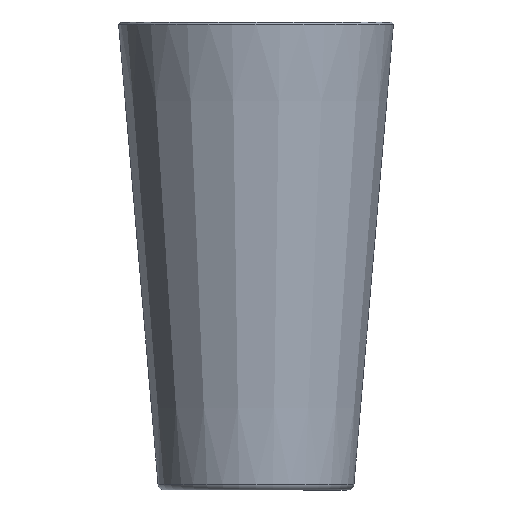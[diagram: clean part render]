
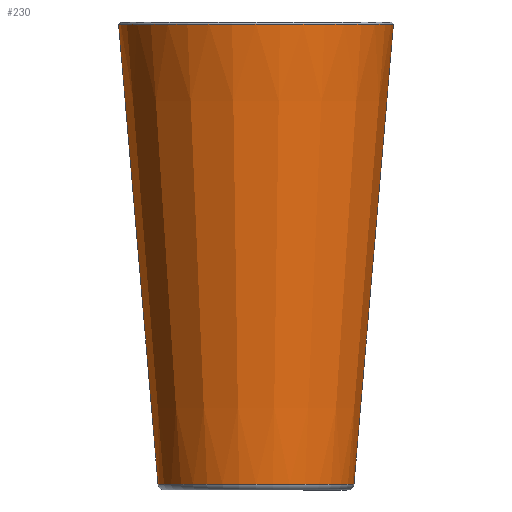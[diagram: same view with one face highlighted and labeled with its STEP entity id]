
A CAD part, left-side view. The second image highlights one B-rep face of the part: STEP entity #230.
In plain terms, the highlighted conical face has half-angle 4.9 degrees and reference radius 43.5 mm.
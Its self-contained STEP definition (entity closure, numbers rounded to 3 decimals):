
#30=FACE_OUTER_BOUND('',#43,.T.);
#43=EDGE_LOOP('',(#196,#197,#198,#199,#200,#201));
#57=LINE('',#439,#65);
#65=VECTOR('',#364,43.5);
#78=CIRCLE('',#266,43.436);
#79=CIRCLE('',#267,43.436);
#86=CIRCLE('',#276,30.969);
#87=CIRCLE('',#277,30.969);
#103=VERTEX_POINT('',#407);
#104=VERTEX_POINT('',#408);
#111=VERTEX_POINT('',#427);
#112=VERTEX_POINT('',#428);
#131=EDGE_CURVE('',#103,#104,#78,.T.);
#132=EDGE_CURVE('',#104,#103,#79,.T.);
#141=EDGE_CURVE('',#111,#112,#86,.T.);
#142=EDGE_CURVE('',#112,#111,#87,.T.);
#147=EDGE_CURVE('',#103,#112,#57,.T.);
#196=ORIENTED_EDGE('',*,*,#131,.T.);
#197=ORIENTED_EDGE('',*,*,#132,.T.);
#198=ORIENTED_EDGE('',*,*,#147,.T.);
#199=ORIENTED_EDGE('',*,*,#142,.T.);
#200=ORIENTED_EDGE('',*,*,#141,.T.);
#201=ORIENTED_EDGE('',*,*,#147,.F.);
#221=CONICAL_SURFACE('',#282,43.5,0.086);
#230=ADVANCED_FACE('',(#30),#221,.T.);
#266=AXIS2_PLACEMENT_3D('',#409,#327,#328);
#267=AXIS2_PLACEMENT_3D('',#410,#329,#330);
#276=AXIS2_PLACEMENT_3D('',#429,#349,#350);
#277=AXIS2_PLACEMENT_3D('',#430,#351,#352);
#282=AXIS2_PLACEMENT_3D('',#438,#362,#363);
#327=DIRECTION('center_axis',(0.,0.,-1.));
#328=DIRECTION('ref_axis',(0.,1.,0.));
#329=DIRECTION('center_axis',(0.,0.,-1.));
#330=DIRECTION('ref_axis',(0.,1.,0.));
#349=DIRECTION('center_axis',(0.,0.,1.));
#350=DIRECTION('ref_axis',(0.,-1.,0.));
#351=DIRECTION('center_axis',(0.,0.,1.));
#352=DIRECTION('ref_axis',(0.,-1.,0.));
#362=DIRECTION('center_axis',(0.,0.,1.));
#363=DIRECTION('ref_axis',(0.,-1.,0.));
#364=DIRECTION('',(0.,-0.085,-0.996));
#407=CARTESIAN_POINT('',(0.,-148.,103.817));
#408=CARTESIAN_POINT('',(0.,-234.872,103.817));
#409=CARTESIAN_POINT('Origin',(0.,-191.436,103.817));
#410=CARTESIAN_POINT('Origin',(0.,-191.436,103.817));
#427=CARTESIAN_POINT('',(0.,-222.405,-41.607));
#428=CARTESIAN_POINT('',(0.,-160.467,-41.607));
#429=CARTESIAN_POINT('Origin',(0.,-191.436,-41.607));
#430=CARTESIAN_POINT('Origin',(0.,-191.436,-41.607));
#438=CARTESIAN_POINT('Origin',(0.,-191.436,104.564));
#439=CARTESIAN_POINT('',(0.,-147.936,104.564));
